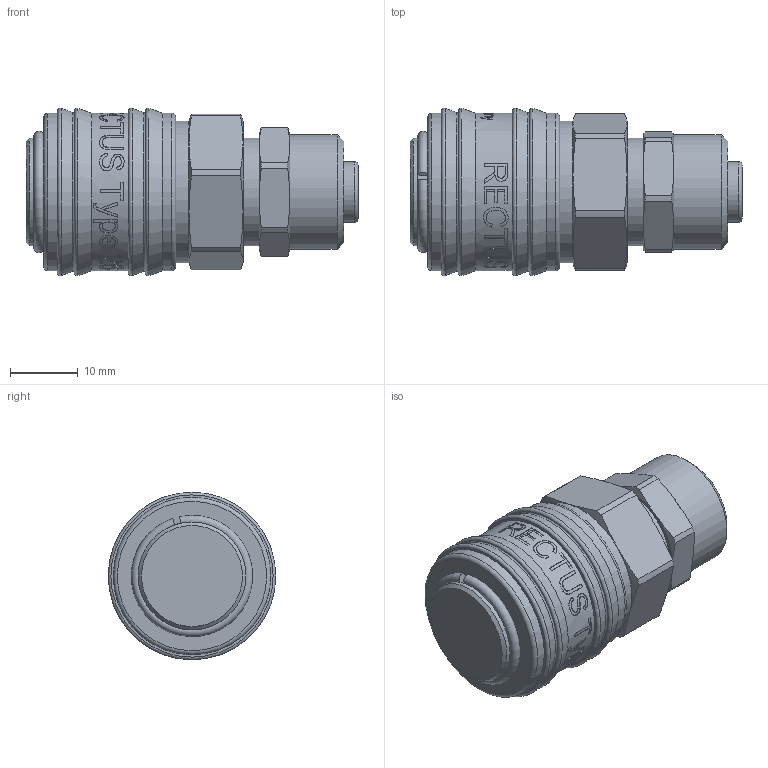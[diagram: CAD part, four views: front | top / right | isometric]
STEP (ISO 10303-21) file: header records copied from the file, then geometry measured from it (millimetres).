
FILE_DESCRIPTION((''),'2;1');
FILE_NAME('26kbko12mpx.stp','2016-09-05T13:38:14',('IA176480'),(''),'Autodesk Inventor 2013','Autodesk Inventor 2013','');
FILE_SCHEMA(('AUTOMOTIVE_DESIGN { 1 0 10303 214 1 1 1 1 }'));
Length unit declared in the file: millimetre
Products named in the file (1): D115277
Bounding box: 49.1 x 24.8 x 24.8 mm (x, y, z)
Volume: 13619.8 mm3; surface area: 9279.6 mm2
Topology: 2 solids, 5 shells, 510 faces, 1311 edges, 857 vertices
Faces by surface type: bspline 189, plane 187, cylinder 77, cone 41, torus 16
Full cylindrical faces by diameter (mm): 9 x1, 9.45 x1, 11 x1, 12.2 x1, 13.88 x2, 14.45 x1, 14.55 x1, 14.6 x1, 14.92 x1, 14.95 x1, 15.45 x1, 15.95 x2, 16 x1, 16.1 x1, 16.65 x1, 17 x2, 18 x2, 21 x1, 21.1 x1, 23.3 x3
Entity records: 63941 total; most frequent: CARTESIAN_POINT 52908, ORIENTED_EDGE 2462, DIRECTION 1539, EDGE_CURVE 1231, VERTEX_POINT 837, EDGE_LOOP 622, AXIS2_PLACEMENT_3D 553, B_SPLINE_CURVE_WITH_KNOTS 517
